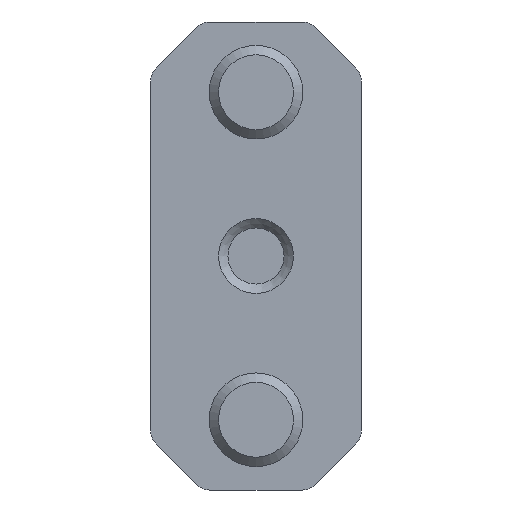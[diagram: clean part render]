
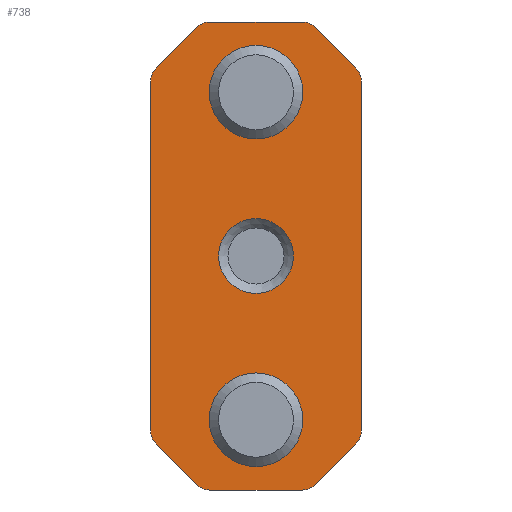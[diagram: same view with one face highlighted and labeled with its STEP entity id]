
A CAD part, front view. The second image highlights one B-rep face of the part: STEP entity #738.
In plain terms, the highlighted planar face has unit normal (0, -1, 0).
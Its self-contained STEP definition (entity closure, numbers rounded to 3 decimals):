
#16=FACE_BOUND('',#129,.T.);
#17=FACE_BOUND('',#130,.T.);
#18=FACE_BOUND('',#131,.T.);
#35=PLANE('',#835);
#77=FACE_OUTER_BOUND('',#128,.T.);
#128=EDGE_LOOP('',(#586,#587,#588,#589,#590,#591,#592,#593,#594,#595,#596,
#597,#598,#599,#600,#601));
#129=EDGE_LOOP('',(#602));
#130=EDGE_LOOP('',(#603));
#131=EDGE_LOOP('',(#604));
#168=LINE('',#1191,#221);
#172=LINE('',#1198,#225);
#178=LINE('',#1230,#231);
#188=LINE('',#1271,#241);
#189=LINE('',#1276,#242);
#190=LINE('',#1279,#243);
#191=LINE('',#1281,#244);
#192=LINE('',#1283,#245);
#221=VECTOR('',#935,10.);
#225=VECTOR('',#941,10.);
#231=VECTOR('',#979,10.);
#241=VECTOR('',#1027,10.);
#242=VECTOR('',#1032,10.);
#243=VECTOR('',#1035,10.);
#244=VECTOR('',#1036,10.);
#245=VECTOR('',#1039,10.);
#263=CIRCLE('',#778,0.4);
#272=CIRCLE('',#791,0.4);
#275=CIRCLE('',#800,0.4);
#284=CIRCLE('',#813,0.4);
#285=CIRCLE('',#819,0.4);
#294=CIRCLE('',#832,0.4);
#296=CIRCLE('',#836,0.4);
#297=CIRCLE('',#837,0.4);
#298=CIRCLE('',#838,1.);
#299=CIRCLE('',#839,1.);
#300=CIRCLE('',#840,0.8);
#316=VERTEX_POINT('',#1143);
#317=VERTEX_POINT('',#1144);
#326=VERTEX_POINT('',#1170);
#327=VERTEX_POINT('',#1171);
#332=VERTEX_POINT('',#1190);
#334=VERTEX_POINT('',#1196);
#335=VERTEX_POINT('',#1200);
#336=VERTEX_POINT('',#1201);
#344=VERTEX_POINT('',#1226);
#345=VERTEX_POINT('',#1238);
#346=VERTEX_POINT('',#1239);
#355=VERTEX_POINT('',#1265);
#356=VERTEX_POINT('',#1266);
#358=VERTEX_POINT('',#1275);
#359=VERTEX_POINT('',#1277);
#360=VERTEX_POINT('',#1280);
#361=VERTEX_POINT('',#1284);
#362=VERTEX_POINT('',#1286);
#363=VERTEX_POINT('',#1288);
#377=EDGE_CURVE('',#316,#317,#263,.T.);
#390=EDGE_CURVE('',#326,#327,#272,.T.);
#400=EDGE_CURVE('',#332,#317,#168,.T.);
#404=EDGE_CURVE('',#334,#316,#172,.T.);
#405=EDGE_CURVE('',#335,#336,#275,.T.);
#418=EDGE_CURVE('',#344,#334,#284,.T.);
#420=EDGE_CURVE('',#327,#335,#178,.T.);
#424=EDGE_CURVE('',#345,#346,#285,.T.);
#437=EDGE_CURVE('',#355,#356,#294,.T.);
#440=EDGE_CURVE('',#355,#346,#188,.T.);
#442=EDGE_CURVE('',#326,#358,#189,.T.);
#443=EDGE_CURVE('',#359,#358,#296,.T.);
#444=EDGE_CURVE('',#356,#359,#190,.T.);
#445=EDGE_CURVE('',#360,#345,#191,.T.);
#446=EDGE_CURVE('',#332,#360,#297,.T.);
#447=EDGE_CURVE('',#344,#336,#192,.T.);
#448=EDGE_CURVE('',#361,#361,#298,.T.);
#449=EDGE_CURVE('',#362,#362,#299,.T.);
#450=EDGE_CURVE('',#363,#363,#300,.T.);
#586=ORIENTED_EDGE('',*,*,#390,.F.);
#587=ORIENTED_EDGE('',*,*,#442,.T.);
#588=ORIENTED_EDGE('',*,*,#443,.F.);
#589=ORIENTED_EDGE('',*,*,#444,.F.);
#590=ORIENTED_EDGE('',*,*,#437,.F.);
#591=ORIENTED_EDGE('',*,*,#440,.T.);
#592=ORIENTED_EDGE('',*,*,#424,.F.);
#593=ORIENTED_EDGE('',*,*,#445,.F.);
#594=ORIENTED_EDGE('',*,*,#446,.F.);
#595=ORIENTED_EDGE('',*,*,#400,.T.);
#596=ORIENTED_EDGE('',*,*,#377,.F.);
#597=ORIENTED_EDGE('',*,*,#404,.F.);
#598=ORIENTED_EDGE('',*,*,#418,.F.);
#599=ORIENTED_EDGE('',*,*,#447,.T.);
#600=ORIENTED_EDGE('',*,*,#405,.F.);
#601=ORIENTED_EDGE('',*,*,#420,.F.);
#602=ORIENTED_EDGE('',*,*,#448,.T.);
#603=ORIENTED_EDGE('',*,*,#449,.T.);
#604=ORIENTED_EDGE('',*,*,#450,.F.);
#738=ADVANCED_FACE('',(#77,#16,#17,#18),#35,.T.);
#778=AXIS2_PLACEMENT_3D('',#1145,#884,#885);
#791=AXIS2_PLACEMENT_3D('',#1172,#914,#915);
#800=AXIS2_PLACEMENT_3D('',#1202,#944,#945);
#813=AXIS2_PLACEMENT_3D('',#1227,#974,#975);
#819=AXIS2_PLACEMENT_3D('',#1240,#991,#992);
#832=AXIS2_PLACEMENT_3D('',#1267,#1021,#1022);
#835=AXIS2_PLACEMENT_3D('',#1274,#1030,#1031);
#836=AXIS2_PLACEMENT_3D('',#1278,#1033,#1034);
#837=AXIS2_PLACEMENT_3D('',#1282,#1037,#1038);
#838=AXIS2_PLACEMENT_3D('',#1285,#1040,#1041);
#839=AXIS2_PLACEMENT_3D('',#1287,#1042,#1043);
#840=AXIS2_PLACEMENT_3D('',#1289,#1044,#1045);
#884=DIRECTION('center_axis',(0.,1.,0.));
#885=DIRECTION('ref_axis',(0.383,0.,-0.924));
#914=DIRECTION('center_axis',(0.,1.,0.));
#915=DIRECTION('ref_axis',(0.383,0.,0.924));
#935=DIRECTION('',(1.,0.,0.));
#941=DIRECTION('',(-0.707,0.,-0.707));
#944=DIRECTION('center_axis',(0.,1.,0.));
#945=DIRECTION('ref_axis',(0.924,0.,0.383));
#974=DIRECTION('center_axis',(0.,1.,0.));
#975=DIRECTION('ref_axis',(0.924,0.,-0.383));
#979=DIRECTION('',(0.707,0.,-0.707));
#991=DIRECTION('center_axis',(0.,1.,0.));
#992=DIRECTION('ref_axis',(-0.924,0.,-0.383));
#1021=DIRECTION('center_axis',(0.,1.,0.));
#1022=DIRECTION('ref_axis',(-0.924,0.,0.383));
#1027=DIRECTION('',(0.,0.,-1.));
#1030=DIRECTION('center_axis',(0.,-1.,0.));
#1031=DIRECTION('ref_axis',(0.,0.,-1.));
#1032=DIRECTION('',(-1.,0.,0.));
#1033=DIRECTION('center_axis',(0.,1.,0.));
#1034=DIRECTION('ref_axis',(-0.383,0.,0.924));
#1035=DIRECTION('',(0.707,0.,0.707));
#1036=DIRECTION('',(-0.707,0.,0.707));
#1037=DIRECTION('center_axis',(0.,1.,0.));
#1038=DIRECTION('ref_axis',(-0.383,0.,-0.924));
#1039=DIRECTION('',(0.,0.,1.));
#1040=DIRECTION('center_axis',(0.,1.,0.));
#1041=DIRECTION('ref_axis',(1.,0.,0.));
#1042=DIRECTION('center_axis',(0.,1.,0.));
#1043=DIRECTION('ref_axis',(1.,0.,0.));
#1044=DIRECTION('center_axis',(0.,-1.,0.));
#1045=DIRECTION('ref_axis',(1.,0.,0.));
#1143=CARTESIAN_POINT('',(1.267,0.,-4.883));
#1144=CARTESIAN_POINT('',(0.984,0.,-5.));
#1145=CARTESIAN_POINT('Origin',(0.984,0.,-4.6));
#1170=CARTESIAN_POINT('',(0.984,0.,5.));
#1171=CARTESIAN_POINT('',(1.267,0.,4.883));
#1172=CARTESIAN_POINT('Origin',(0.984,0.,4.6));
#1190=CARTESIAN_POINT('',(-0.984,0.,-5.));
#1191=CARTESIAN_POINT('',(-2.25,0.,-5.));
#1196=CARTESIAN_POINT('',(2.133,0.,-4.017));
#1198=CARTESIAN_POINT('',(2.388,0.,-3.763));
#1200=CARTESIAN_POINT('',(2.133,0.,4.017));
#1201=CARTESIAN_POINT('',(2.25,0.,3.734));
#1202=CARTESIAN_POINT('Origin',(1.85,0.,3.734));
#1226=CARTESIAN_POINT('',(2.25,0.,-3.734));
#1227=CARTESIAN_POINT('Origin',(1.85,0.,-3.734));
#1230=CARTESIAN_POINT('',(2.388,0.,3.763));
#1238=CARTESIAN_POINT('',(-2.133,0.,-4.017));
#1239=CARTESIAN_POINT('',(-2.25,0.,-3.734));
#1240=CARTESIAN_POINT('Origin',(-1.85,0.,-3.734));
#1265=CARTESIAN_POINT('',(-2.25,0.,3.734));
#1266=CARTESIAN_POINT('',(-2.133,0.,4.017));
#1267=CARTESIAN_POINT('Origin',(-1.85,0.,3.734));
#1271=CARTESIAN_POINT('',(-2.25,0.,5.));
#1274=CARTESIAN_POINT('Origin',(0.,0.,0.));
#1275=CARTESIAN_POINT('',(-0.984,0.,5.));
#1276=CARTESIAN_POINT('',(2.25,0.,5.));
#1277=CARTESIAN_POINT('',(-1.267,0.,4.883));
#1278=CARTESIAN_POINT('Origin',(-0.984,0.,4.6));
#1279=CARTESIAN_POINT('',(-2.388,0.,3.763));
#1280=CARTESIAN_POINT('',(-1.267,0.,-4.883));
#1281=CARTESIAN_POINT('',(-2.388,0.,-3.763));
#1282=CARTESIAN_POINT('Origin',(-0.984,0.,-4.6));
#1283=CARTESIAN_POINT('',(2.25,0.,-5.));
#1284=CARTESIAN_POINT('',(-1.,0.,-3.5));
#1285=CARTESIAN_POINT('Origin',(0.,0.,-3.5));
#1286=CARTESIAN_POINT('',(-1.,0.,3.5));
#1287=CARTESIAN_POINT('Origin',(0.,0.,3.5));
#1288=CARTESIAN_POINT('',(-0.8,0.,0.));
#1289=CARTESIAN_POINT('Origin',(0.,0.,0.));
